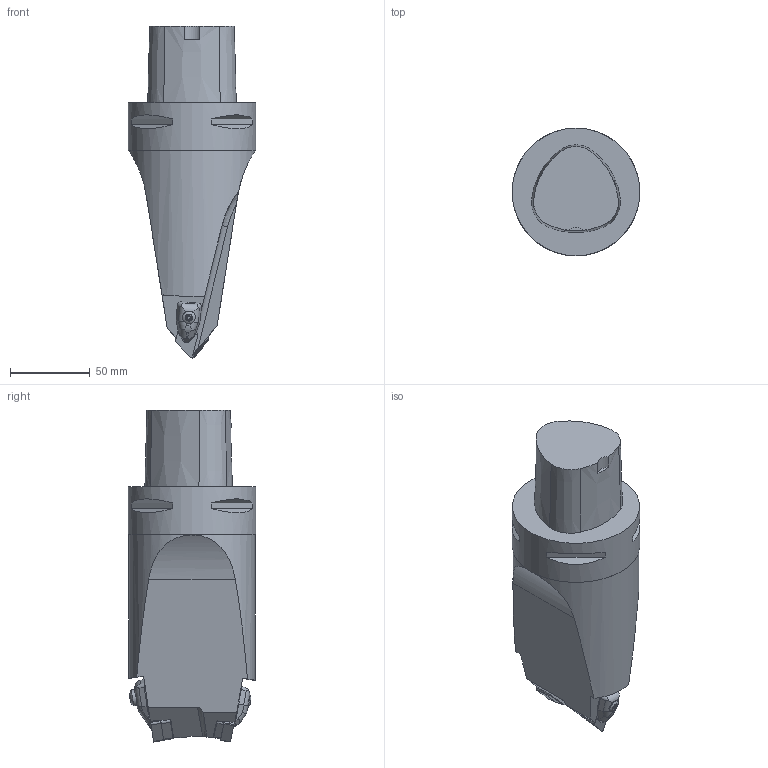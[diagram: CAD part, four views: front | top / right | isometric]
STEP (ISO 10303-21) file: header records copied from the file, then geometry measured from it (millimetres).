
FILE_DESCRIPTION(/* description */ (''),/* implementation_level */ '2;1');
FILE_NAME(/* name */ '1528361051143.stp',/* time_stamp */ '2018-06-07T10:44:18+02:00',/* author */ (''),/* organization */ ('SMS'),/* preprocessor_version */ 'ST-DEVELOPER v15',/* originating_system */ 'SIEMENS PLM Software NX 8.5',/* authorisation */ '');
FILE_SCHEMA (('AUTOMOTIVE_DESIGN { 1 0 10303 214 3 1 1 1 }'));
Length unit declared in the file: millimetre
Products named in the file (5): IsoTurningInsert; 201695088mod000_00; ASSEMBLY_CONSTRUCTION; 201695678mod000_00
Assembly tree (4 placements, depth 2):
  201695678mod000_00
    ASSEMBLY_CONSTRUCTION
    201695088mod000_00
    IsoTurningInsert
    IsoTurningInsert
Bounding box: 80 x 80 x 208 mm (x, y, z)
Volume: 633794.7 mm3; surface area: 52568.4 mm2
Topology: 3 solids, 3 shells, 227 faces, 619 edges, 410 vertices
Faces by surface type: plane 116, cylinder 81, cone 25, bspline 2, sphere 2, extrusion 1
Full cylindrical faces by diameter (mm): 2.8 x1, 5.156 x1, 6.35 x1, 8 x1, 10 x1, 79 x1, 80 x1
Entity records: 7665 total; most frequent: CARTESIAN_POINT 1756, DIRECTION 1226, ORIENTED_EDGE 1200, EDGE_CURVE 600, AXIS2_PLACEMENT_3D 459, VERTEX_POINT 397, VECTOR 308, LINE 307
